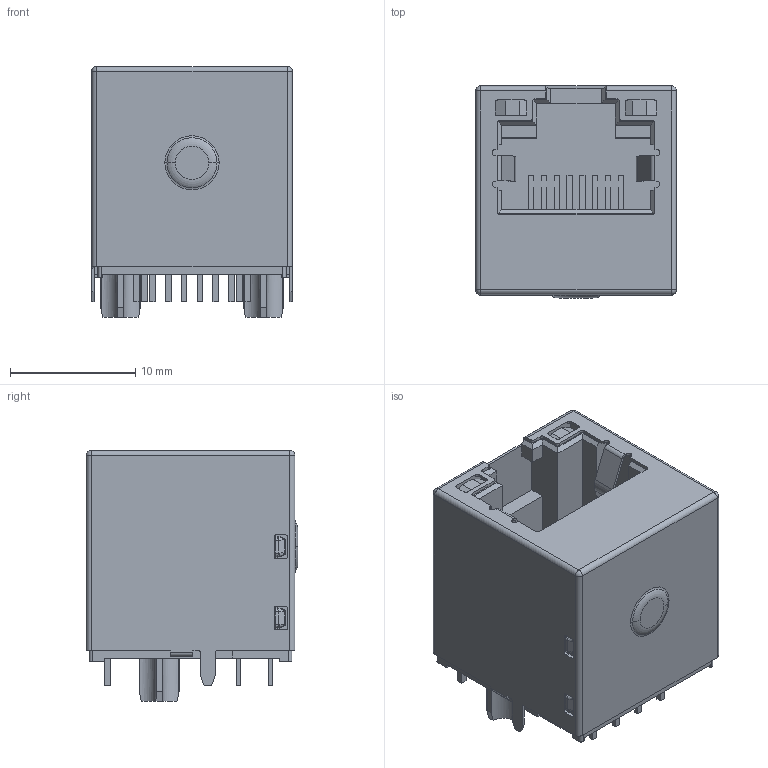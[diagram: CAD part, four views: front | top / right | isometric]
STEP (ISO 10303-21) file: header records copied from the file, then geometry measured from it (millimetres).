
FILE_DESCRIPTION((''),'2;1');
FILE_NAME('C-5-2301995-3','2019-08-29T07:56:41',('workeradm'),('TE Connectivity Ltd.'),'CREO PARAMETRIC BY PTC INC, 2019030','CREO PARAMETRIC BY PTC INC, 2019030','');
FILE_SCHEMA(('AUTOMOTIVE_DESIGN { 1 0 10303 214 1 1 1 1 }'));
Length unit declared in the file: millimetre
Products named in the file (1): C-5-2301995-3
Bounding box: 16.05 x 16.95 x 20.07 mm (x, y, z)
Volume: 3444.1 mm3; surface area: 2362.7 mm2
Topology: 1 solids, 1 shells, 490 faces, 1298 edges, 834 vertices
Faces by surface type: plane 313, cylinder 105, bspline 64, torus 4, sphere 4
Entity records: 18022 total; most frequent: CARTESIAN_POINT 5868, ORIENTED_EDGE 2596, DIRECTION 2232, EDGE_CURVE 1298, VECTOR 920, LINE 920, VERTEX_POINT 834, AXIS2_PLACEMENT_3D 656
